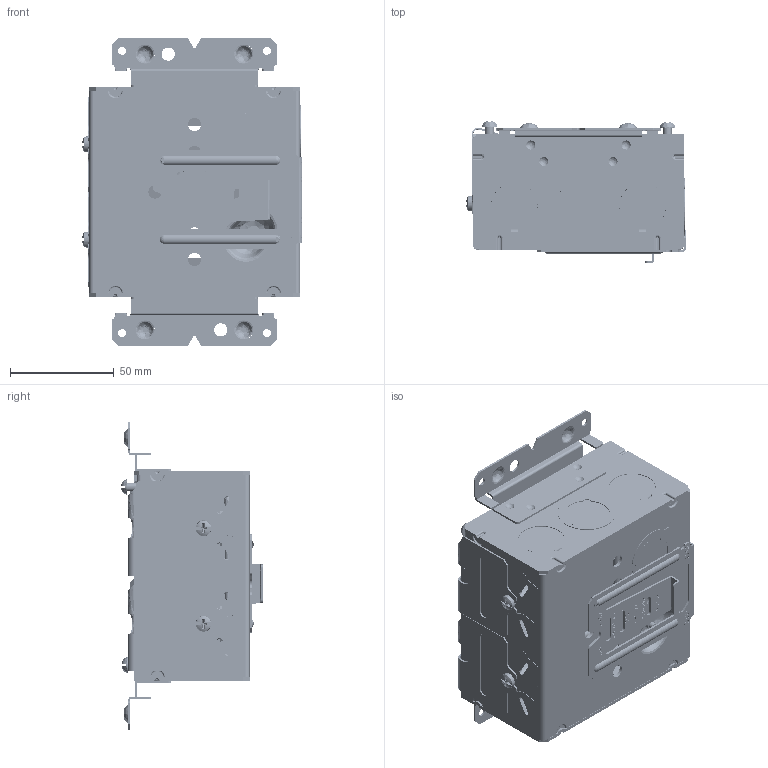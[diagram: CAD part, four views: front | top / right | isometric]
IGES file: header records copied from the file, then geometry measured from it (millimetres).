
Start section: SolidWorks IGES file using analytic representation for surfaces
Global section: file name: 244MSCM.IGS; native system: SolidWorks 2016; preprocessor: SolidWorks 2016; author: kkorcz; date: 170104.111403; units: foot
Bounding box: 105.97 x 68.19 x 148.79 mm (x, y, z)
Surface area: 132859.3 mm2 (no closed solid volume)
Topology: 0 solids, 0 shells, 4407 faces, 49543 edges, 49525 vertices
Faces by surface type: bspline 3394, revolution 1013
